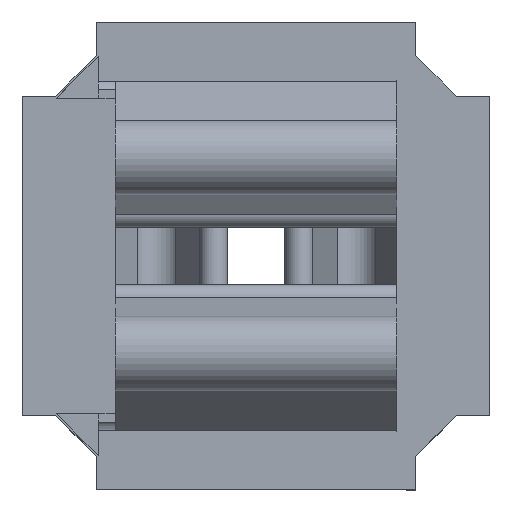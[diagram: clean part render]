
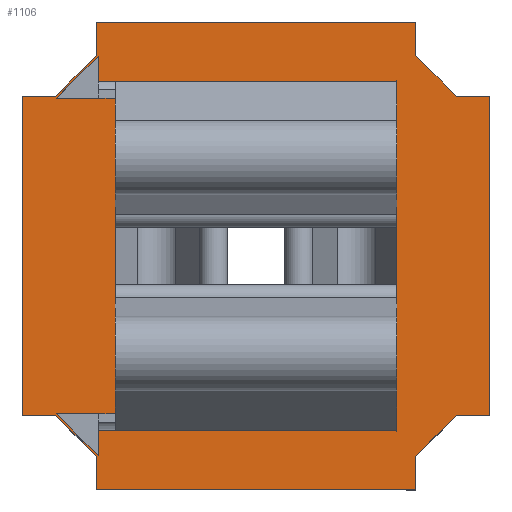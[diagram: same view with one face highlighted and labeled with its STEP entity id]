
A CAD part, top view. The second image highlights one B-rep face of the part: STEP entity #1106.
In plain terms, the highlighted face is planar.
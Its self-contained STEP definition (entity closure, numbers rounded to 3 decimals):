
#52=FACE_BOUND('',#436,.T.);
#77=LINE('',#1587,#207);
#81=LINE('',#1595,#211);
#84=LINE('',#1601,#214);
#87=LINE('',#1611,#217);
#91=LINE('',#1619,#221);
#94=LINE('',#1625,#224);
#99=LINE('',#1636,#229);
#101=LINE('',#1641,#231);
#105=LINE('',#1649,#235);
#108=LINE('',#1655,#238);
#113=LINE('',#1666,#243);
#115=LINE('',#1671,#245);
#119=LINE('',#1679,#249);
#122=LINE('',#1685,#252);
#129=LINE('',#1702,#259);
#134=LINE('',#1712,#264);
#148=LINE('',#1736,#278);
#151=LINE('',#1746,#281);
#152=LINE('',#1748,#282);
#155=LINE('',#1752,#285);
#175=LINE('',#1811,#305);
#184=LINE('',#1829,#314);
#185=LINE('',#1830,#315);
#186=LINE('',#1832,#316);
#187=LINE('',#1833,#317);
#188=LINE('',#1834,#318);
#207=VECTOR('',#1282,10.);
#211=VECTOR('',#1288,10.);
#214=VECTOR('',#1293,10.);
#217=VECTOR('',#1302,10.);
#221=VECTOR('',#1308,10.);
#224=VECTOR('',#1313,10.);
#229=VECTOR('',#1320,10.);
#231=VECTOR('',#1324,10.);
#235=VECTOR('',#1330,10.);
#238=VECTOR('',#1335,10.);
#243=VECTOR('',#1342,10.);
#245=VECTOR('',#1346,10.);
#249=VECTOR('',#1352,10.);
#252=VECTOR('',#1357,10.);
#259=VECTOR('',#1370,10.);
#264=VECTOR('',#1377,10.);
#278=VECTOR('',#1397,10.);
#281=VECTOR('',#1406,10.);
#282=VECTOR('',#1409,10.);
#285=VECTOR('',#1414,10.);
#305=VECTOR('',#1474,10.);
#314=VECTOR('',#1495,10.);
#315=VECTOR('',#1496,10.);
#316=VECTOR('',#1497,10.);
#317=VECTOR('',#1498,10.);
#318=VECTOR('',#1499,10.);
#376=FACE_OUTER_BOUND('',#435,.T.);
#435=EDGE_LOOP('',(#905,#906,#907,#908,#909,#910,#911,#912,#913,#914,#915,
#916,#917,#918,#919,#920));
#436=EDGE_LOOP('',(#921,#922,#923,#924,#925,#926,#927,#928,#929,#930));
#458=VERTEX_POINT('',#1585);
#459=VERTEX_POINT('',#1586);
#462=VERTEX_POINT('',#1594);
#464=VERTEX_POINT('',#1600);
#467=VERTEX_POINT('',#1609);
#468=VERTEX_POINT('',#1610);
#471=VERTEX_POINT('',#1618);
#473=VERTEX_POINT('',#1624);
#477=VERTEX_POINT('',#1633);
#478=VERTEX_POINT('',#1635);
#479=VERTEX_POINT('',#1639);
#480=VERTEX_POINT('',#1640);
#483=VERTEX_POINT('',#1648);
#485=VERTEX_POINT('',#1654);
#489=VERTEX_POINT('',#1663);
#490=VERTEX_POINT('',#1665);
#491=VERTEX_POINT('',#1669);
#492=VERTEX_POINT('',#1670);
#495=VERTEX_POINT('',#1678);
#497=VERTEX_POINT('',#1684);
#504=VERTEX_POINT('',#1700);
#508=VERTEX_POINT('',#1710);
#515=VERTEX_POINT('',#1734);
#537=VERTEX_POINT('',#1808);
#538=VERTEX_POINT('',#1810);
#542=VERTEX_POINT('',#1831);
#560=EDGE_CURVE('',#458,#459,#77,.T.);
#564=EDGE_CURVE('',#462,#458,#81,.T.);
#567=EDGE_CURVE('',#464,#462,#84,.T.);
#571=EDGE_CURVE('',#467,#468,#87,.T.);
#575=EDGE_CURVE('',#468,#471,#91,.T.);
#578=EDGE_CURVE('',#471,#473,#94,.T.);
#583=EDGE_CURVE('',#478,#477,#99,.T.);
#585=EDGE_CURVE('',#479,#480,#101,.T.);
#589=EDGE_CURVE('',#483,#479,#105,.T.);
#592=EDGE_CURVE('',#485,#483,#108,.T.);
#597=EDGE_CURVE('',#490,#489,#113,.T.);
#599=EDGE_CURVE('',#491,#492,#115,.T.);
#603=EDGE_CURVE('',#492,#495,#119,.T.);
#606=EDGE_CURVE('',#497,#491,#122,.T.);
#615=EDGE_CURVE('',#477,#504,#129,.T.);
#620=EDGE_CURVE('',#489,#508,#134,.T.);
#634=EDGE_CURVE('',#508,#515,#148,.T.);
#639=EDGE_CURVE('',#459,#485,#151,.T.);
#640=EDGE_CURVE('',#515,#478,#152,.T.);
#643=EDGE_CURVE('',#480,#497,#155,.T.);
#672=EDGE_CURVE('',#538,#537,#175,.T.);
#682=EDGE_CURVE('',#495,#467,#184,.T.);
#683=EDGE_CURVE('',#473,#464,#185,.T.);
#684=EDGE_CURVE('',#504,#542,#186,.T.);
#685=EDGE_CURVE('',#542,#538,#187,.T.);
#686=EDGE_CURVE('',#537,#490,#188,.T.);
#905=ORIENTED_EDGE('',*,*,#643,.T.);
#906=ORIENTED_EDGE('',*,*,#606,.T.);
#907=ORIENTED_EDGE('',*,*,#599,.T.);
#908=ORIENTED_EDGE('',*,*,#603,.T.);
#909=ORIENTED_EDGE('',*,*,#682,.T.);
#910=ORIENTED_EDGE('',*,*,#571,.T.);
#911=ORIENTED_EDGE('',*,*,#575,.T.);
#912=ORIENTED_EDGE('',*,*,#578,.T.);
#913=ORIENTED_EDGE('',*,*,#683,.T.);
#914=ORIENTED_EDGE('',*,*,#567,.T.);
#915=ORIENTED_EDGE('',*,*,#564,.T.);
#916=ORIENTED_EDGE('',*,*,#560,.T.);
#917=ORIENTED_EDGE('',*,*,#639,.T.);
#918=ORIENTED_EDGE('',*,*,#592,.T.);
#919=ORIENTED_EDGE('',*,*,#589,.T.);
#920=ORIENTED_EDGE('',*,*,#585,.T.);
#921=ORIENTED_EDGE('',*,*,#583,.T.);
#922=ORIENTED_EDGE('',*,*,#615,.T.);
#923=ORIENTED_EDGE('',*,*,#684,.T.);
#924=ORIENTED_EDGE('',*,*,#685,.T.);
#925=ORIENTED_EDGE('',*,*,#672,.T.);
#926=ORIENTED_EDGE('',*,*,#686,.T.);
#927=ORIENTED_EDGE('',*,*,#597,.T.);
#928=ORIENTED_EDGE('',*,*,#620,.T.);
#929=ORIENTED_EDGE('',*,*,#634,.T.);
#930=ORIENTED_EDGE('',*,*,#640,.T.);
#1054=PLANE('',#1239);
#1106=ADVANCED_FACE('',(#376,#52),#1054,.F.);
#1239=AXIS2_PLACEMENT_3D('',#1828,#1493,#1494);
#1282=DIRECTION('',(-1.,0.,0.));
#1288=DIRECTION('',(-0.707,0.707,0.));
#1293=DIRECTION('',(0.,1.,0.));
#1302=DIRECTION('',(-1.,0.,0.));
#1308=DIRECTION('',(-0.707,-0.707,0.));
#1313=DIRECTION('',(0.,-1.,0.));
#1320=DIRECTION('',(-0.707,-0.707,0.));
#1324=DIRECTION('',(0.,1.,0.));
#1330=DIRECTION('',(0.707,0.707,0.));
#1335=DIRECTION('',(1.,0.,0.));
#1342=DIRECTION('',(-0.707,0.707,0.));
#1346=DIRECTION('',(0.707,-0.707,0.));
#1352=DIRECTION('',(1.,0.,0.));
#1357=DIRECTION('',(0.,-1.,0.));
#1370=DIRECTION('',(1.,0.,0.));
#1377=DIRECTION('',(0.,-1.,0.));
#1397=DIRECTION('',(-1.,0.,0.));
#1406=DIRECTION('',(0.,1.,0.));
#1409=DIRECTION('',(0.,1.,0.));
#1414=DIRECTION('',(1.,0.,0.));
#1474=DIRECTION('',(0.,1.,0.));
#1493=DIRECTION('center_axis',(0.,0.,1.));
#1494=DIRECTION('ref_axis',(1.,0.,0.));
#1495=DIRECTION('',(0.,-1.,0.));
#1496=DIRECTION('',(-1.,0.,0.));
#1497=DIRECTION('',(0.,-1.,0.));
#1498=DIRECTION('',(1.,0.,0.));
#1499=DIRECTION('',(1.,0.,0.));
#1585=CARTESIAN_POINT('',(-21.323,-17.,0.));
#1586=CARTESIAN_POINT('',(-24.901,-17.,0.));
#1587=CARTESIAN_POINT('',(-10.662,-17.,0.));
#1594=CARTESIAN_POINT('',(-17.,-21.323,0.));
#1595=CARTESIAN_POINT('',(-18.081,-20.243,0.));
#1600=CARTESIAN_POINT('',(-17.,-24.901,0.));
#1601=CARTESIAN_POINT('',(-17.,-12.45,0.));
#1609=CARTESIAN_POINT('',(24.901,-17.,0.));
#1610=CARTESIAN_POINT('',(21.323,-17.,0.));
#1611=CARTESIAN_POINT('',(12.45,-17.,0.));
#1618=CARTESIAN_POINT('',(17.,-21.323,0.));
#1619=CARTESIAN_POINT('',(20.243,-18.081,0.));
#1624=CARTESIAN_POINT('',(17.,-24.901,0.));
#1625=CARTESIAN_POINT('',(17.,-10.662,0.));
#1633=CARTESIAN_POINT('',(-21.241,16.8,0.));
#1635=CARTESIAN_POINT('',(-16.8,21.241,0.));
#1636=CARTESIAN_POINT('',(-17.91,20.13,0.));
#1639=CARTESIAN_POINT('',(-17.,21.323,0.));
#1640=CARTESIAN_POINT('',(-17.,24.901,0.));
#1641=CARTESIAN_POINT('',(-17.,10.662,0.));
#1648=CARTESIAN_POINT('',(-21.323,17.,0.));
#1649=CARTESIAN_POINT('',(-20.243,18.081,0.));
#1654=CARTESIAN_POINT('',(-24.901,17.,0.));
#1655=CARTESIAN_POINT('',(-12.45,17.,0.));
#1663=CARTESIAN_POINT('',(16.8,21.241,0.));
#1665=CARTESIAN_POINT('',(21.241,16.8,0.));
#1666=CARTESIAN_POINT('',(20.13,17.91,0.));
#1669=CARTESIAN_POINT('',(17.,21.323,0.));
#1670=CARTESIAN_POINT('',(21.323,17.,0.));
#1671=CARTESIAN_POINT('',(18.081,20.243,0.));
#1678=CARTESIAN_POINT('',(24.901,17.,0.));
#1679=CARTESIAN_POINT('',(10.662,17.,0.));
#1684=CARTESIAN_POINT('',(17.,24.901,0.));
#1685=CARTESIAN_POINT('',(17.,12.45,0.));
#1700=CARTESIAN_POINT('',(-18.578,16.8,0.));
#1702=CARTESIAN_POINT('',(-24.901,16.8,0.));
#1710=CARTESIAN_POINT('',(16.8,15.,0.));
#1712=CARTESIAN_POINT('',(16.8,24.901,0.));
#1734=CARTESIAN_POINT('',(-16.8,15.,0.));
#1736=CARTESIAN_POINT('',(8.4,15.,0.));
#1746=CARTESIAN_POINT('',(-24.901,-16.8,0.));
#1748=CARTESIAN_POINT('',(-16.8,12.45,0.));
#1752=CARTESIAN_POINT('',(8.4,24.901,0.));
#1808=CARTESIAN_POINT('',(18.578,16.8,0.));
#1810=CARTESIAN_POINT('',(18.578,-15.,0.));
#1811=CARTESIAN_POINT('',(18.578,12.45,0.));
#1828=CARTESIAN_POINT('Origin',(0.,0.,
0.));
#1829=CARTESIAN_POINT('',(24.901,16.8,0.));
#1830=CARTESIAN_POINT('',(16.8,-24.901,0.));
#1831=CARTESIAN_POINT('',(-18.578,-15.,0.));
#1832=CARTESIAN_POINT('',(-18.578,12.45,0.));
#1833=CARTESIAN_POINT('',(9.362,-15.,0.));
#1834=CARTESIAN_POINT('',(10.62,16.8,0.));
